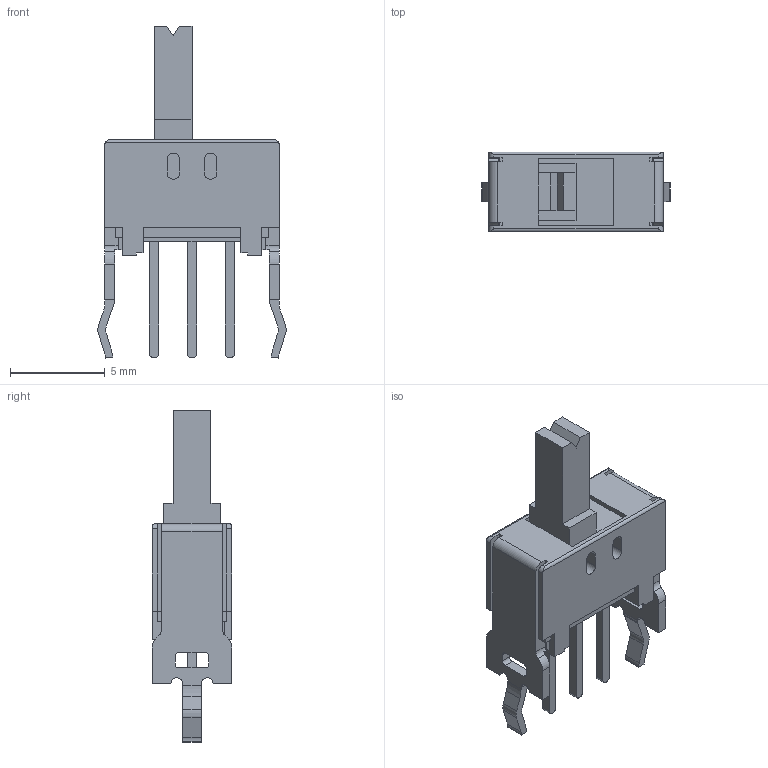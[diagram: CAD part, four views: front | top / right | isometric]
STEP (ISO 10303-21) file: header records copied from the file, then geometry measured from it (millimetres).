
FILE_DESCRIPTION(/* description */ (''),/* implementation_level */ '2;1');
FILE_NAME(/* name */ 'EG1249.step',/* time_stamp */ '2020-07-06T14:49:39+02:00',/* author */ (''),/* organization */ (''),/* preprocessor_version */ 'ST-DEVELOPER v18.1',/* originating_system */ 'Autodesk Translation Framework v9.3.0.1241',/* authorisation */ '');
FILE_SCHEMA (('AUTOMOTIVE_DESIGN { 1 0 10303 214 3 1 1 }'));
Length unit declared in the file: millimetre
Products named in the file (1): EG1249
Bounding box: 9.93 x 4.2 x 17.51 mm (x, y, z)
Volume: 246.8 mm3; surface area: 544.6 mm2
Topology: 4 solids, 4 shells, 185 faces, 533 edges, 354 vertices
Faces by surface type: plane 134, cylinder 51
Entity records: 6176 total; most frequent: CARTESIAN_POINT 1143, ORIENTED_EDGE 1066, DIRECTION 997, EDGE_CURVE 533, LINE 429, VECTOR 429, VERTEX_POINT 354, AXIS2_PLACEMENT_3D 284
